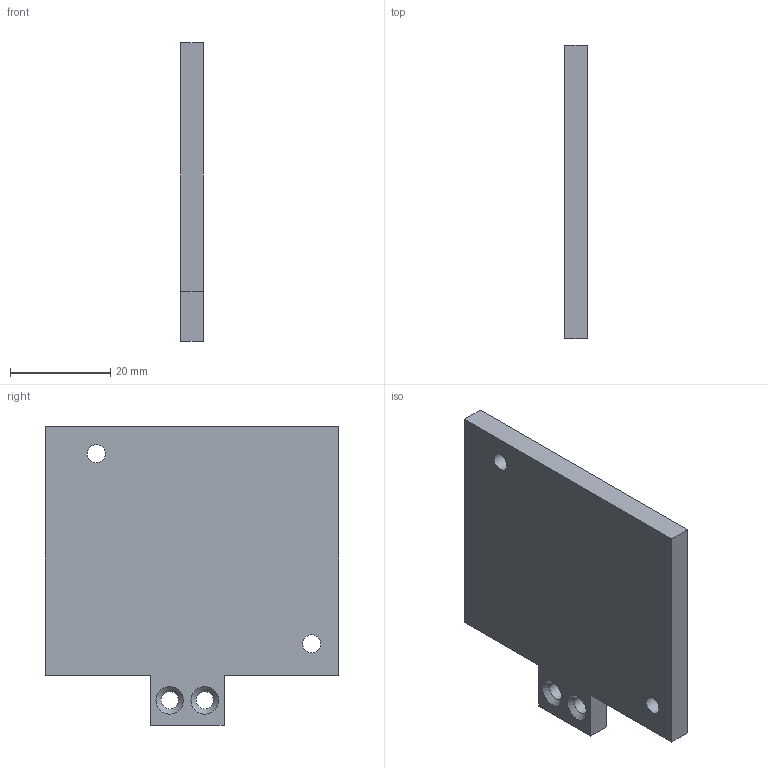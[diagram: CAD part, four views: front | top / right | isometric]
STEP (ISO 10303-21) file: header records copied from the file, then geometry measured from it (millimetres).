
FILE_DESCRIPTION(('FreeCAD Model'),'2;1');
FILE_NAME('5015_air-blower_holder.step', '2019-08-08T14:35:52',('Sisul Galog'),(''), 'Open CASCADE STEP processor 7.3','FreeCAD','Unknown');
FILE_SCHEMA(('AUTOMOTIVE_DESIGN { 1 0 10303 214 1 1 1 1 }'));
Length unit declared in the file: millimetre
Products named in the file (1): 5015_air-blower_holder
Bounding box: 4.5 x 58.6 x 59.7 mm (x, y, z)
Volume: 13576.1 mm3; surface area: 7294.8 mm2
Topology: 1 solids, 1 shells, 16 faces, 40 edges, 26 vertices
Faces by surface type: plane 10, cylinder 4, cone 2
Full cylindrical faces by diameter (mm): 3.5 x2, 3.6 x2
Entity records: 1059 total; most frequent: CARTESIAN_POINT 211, DIRECTION 156, LINE 102, VECTOR 102, ORIENTED_EDGE 80, PCURVE 80, DEFINITIONAL_REPRESENTATION 80, EDGE_CURVE 40
